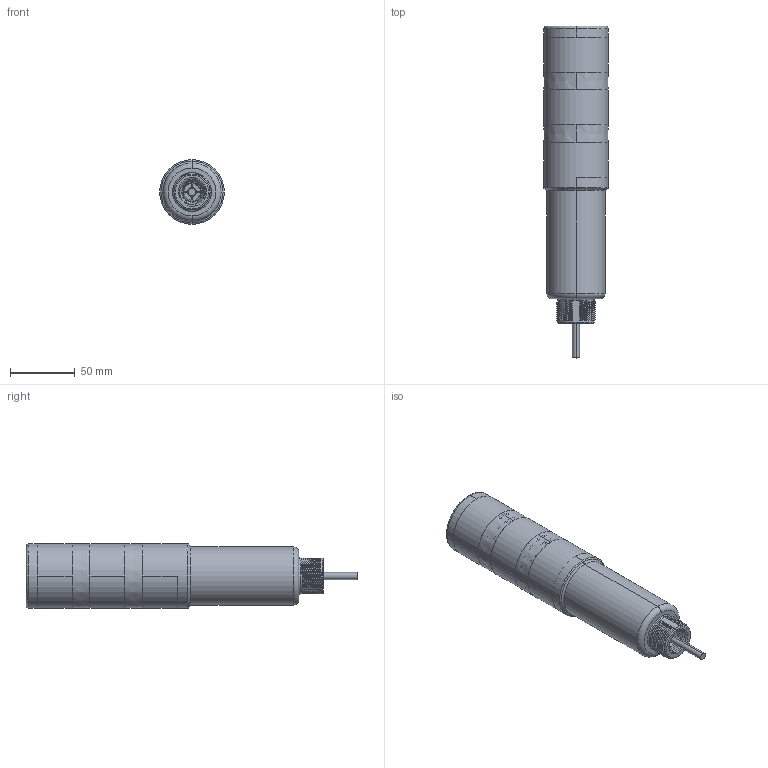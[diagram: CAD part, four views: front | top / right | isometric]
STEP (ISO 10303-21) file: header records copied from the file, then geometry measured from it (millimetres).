
FILE_DESCRIPTION((''),'2;1');
FILE_NAME('168261_SW','2012-10-16T',('banengservice'),('BANNER ENGINEERING'),'PRO/ENGINEER BY PARAMETRIC TECHNOLOGY CORPORATION, 2009141','PRO/ENGINEER BY PARAMETRIC TECHNOLOGY CORPORATION, 2009141','');
FILE_SCHEMA(('CONFIG_CONTROL_DESIGN'));
Products named in the file (1): 168261_SW
Bounding box: 50 x 256.9 x 50 mm (x, y, z)
Volume: 127196.1 mm3; surface area: 104131.7 mm2
Topology: 2 solids, 2 shells, 1341 faces, 3370 edges, 2115 vertices
Faces by surface type: plane 485, cylinder 314, bspline 260, cone 118, torus 92, sphere 72
Entity records: 92619 total; most frequent: CARTESIAN_POINT 62141, ORIENTED_EDGE 6740, DIRECTION 5825, EDGE_CURVE 3370, AXIS2_PLACEMENT_3D 2205, VERTEX_POINT 2115, EDGE_LOOP 1425, VECTOR 1415
